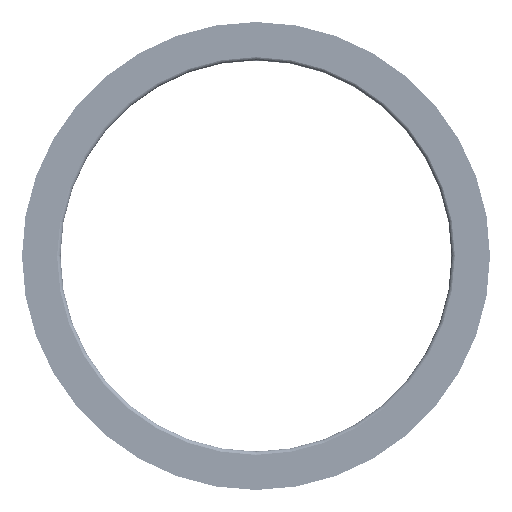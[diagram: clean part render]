
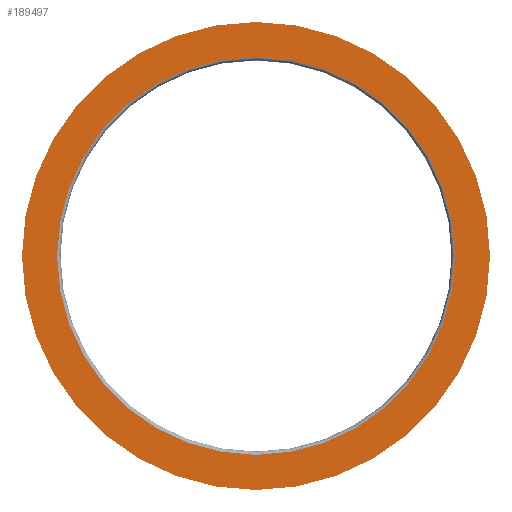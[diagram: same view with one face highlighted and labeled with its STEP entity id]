
A CAD part, left-side view. The second image highlights one B-rep face of the part: STEP entity #189497.
In plain terms, the highlighted planar face has unit normal (-1, 0, 0).
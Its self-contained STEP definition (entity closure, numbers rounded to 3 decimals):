
#254 = CARTESIAN_POINT ( 'NONE',  ( 0., 0., -76.5 ) ) ;
#4394 = DIRECTION ( 'NONE',  ( 0., 0., 1. ) ) ;
#13542 = EDGE_CURVE ( 'NONE', #40361, #193718, #182369, .T. ) ;
#37675 = CARTESIAN_POINT ( 'NONE',  ( 0., 0., 0. ) ) ;
#40361 = VERTEX_POINT ( 'NONE', #254 ) ;
#41443 = DIRECTION ( 'NONE',  ( -1., 0., 0. ) ) ;
#44884 = CARTESIAN_POINT ( 'NONE',  ( 0., 0., 0. ) ) ;
#47973 = EDGE_LOOP ( 'NONE', ( #50014, #118044 ) ) ;
#50014 = ORIENTED_EDGE ( 'NONE', *, *, #165904, .T. ) ;
#52843 = DIRECTION ( 'NONE',  ( 0., 0., 1. ) ) ;
#53356 = CARTESIAN_POINT ( 'NONE',  ( 0., 0., -90. ) ) ;
#53655 = CARTESIAN_POINT ( 'NONE',  ( 0., 76.5, 0. ) ) ;
#60027 = DIRECTION ( 'NONE',  ( 0., 0., 1. ) ) ;
#68733 = DIRECTION ( 'NONE',  ( 0., 0., -1. ) ) ;
#75186 = AXIS2_PLACEMENT_3D ( 'NONE', #53655, #158989, #68733 ) ;
#92161 = EDGE_LOOP ( 'NONE', ( #156801, #98740 ) ) ;
#94708 = DIRECTION ( 'NONE',  ( -1., 0., 0. ) ) ;
#98740 = ORIENTED_EDGE ( 'NONE', *, *, #13542, .F. ) ;
#100188 = VERTEX_POINT ( 'NONE', #53356 ) ;
#113821 = CIRCLE ( 'NONE', #191850, 90. ) ;
#115652 = VERTEX_POINT ( 'NONE', #160474 ) ;
#118044 = ORIENTED_EDGE ( 'NONE', *, *, #188964, .T. ) ;
#123725 = EDGE_CURVE ( 'NONE', #193718, #40361, #176135, .T. ) ;
#127013 = FACE_BOUND ( 'NONE', #92161, .T. ) ;
#131596 = CARTESIAN_POINT ( 'NONE',  ( 0., 0., 0. ) ) ;
#142987 = DIRECTION ( 'NONE',  ( -1., 0., 0. ) ) ;
#144977 = AXIS2_PLACEMENT_3D ( 'NONE', #131596, #41443, #146747 ) ;
#146747 = DIRECTION ( 'NONE',  ( 0., 0., 1. ) ) ;
#146838 = AXIS2_PLACEMENT_3D ( 'NONE', #37675, #142987, #52843 ) ;
#150168 = DIRECTION ( 'NONE',  ( -1., 0., 0. ) ) ;
#156801 = ORIENTED_EDGE ( 'NONE', *, *, #123725, .F. ) ;
#158989 = DIRECTION ( 'NONE',  ( 1., 0., 0. ) ) ;
#160474 = CARTESIAN_POINT ( 'NONE',  ( 0., 0., 90. ) ) ;
#160743 = CARTESIAN_POINT ( 'NONE',  ( 0., 0., 76.5 ) ) ;
#165904 = EDGE_CURVE ( 'NONE', #115652, #100188, #113821, .T. ) ;
#168378 = AXIS2_PLACEMENT_3D ( 'NONE', #184867, #94708, #4394 ) ;
#176135 = CIRCLE ( 'NONE', #146838, 76.5 ) ;
#181259 = FACE_OUTER_BOUND ( 'NONE', #47973, .T. ) ;
#182369 = CIRCLE ( 'NONE', #144977, 76.5 ) ;
#184867 = CARTESIAN_POINT ( 'NONE',  ( 0., 0., 0. ) ) ;
#186545 = CIRCLE ( 'NONE', #168378, 90. ) ;
#188601 = PLANE ( 'NONE',  #75186 ) ;
#188964 = EDGE_CURVE ( 'NONE', #100188, #115652, #186545, .T. ) ;
#189497 = ADVANCED_FACE ( 'NONE', ( #127013, #181259 ), #188601, .F. ) ;
#191850 = AXIS2_PLACEMENT_3D ( 'NONE', #44884, #150168, #60027 ) ;
#193718 = VERTEX_POINT ( 'NONE', #160743 ) ;
